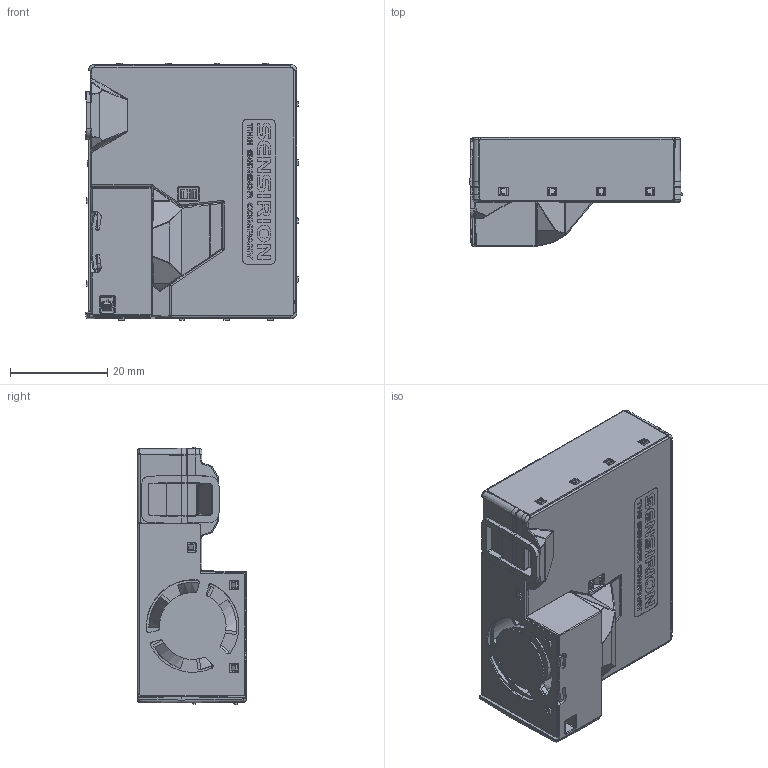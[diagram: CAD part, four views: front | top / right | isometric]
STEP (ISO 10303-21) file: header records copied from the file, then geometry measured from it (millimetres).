
FILE_DESCRIPTION (( 'STEP AP214' ), '1' );
FILE_NAME ('152025-_Publikationsmodell Montecimo.STEP', '2021-05-18T07:46:16', ( '' ), ( '' ), 'SwSTEP 2.0', 'SolidWorks 2019', '' );
FILE_SCHEMA (( 'AUTOMOTIVE_DESIGN' ));
Length unit declared in the file: millimetre
Products named in the file (1): 152025-_Publikationsmodell Montecimo
Bounding box: 43.56 x 22.3 x 52.95 mm (x, y, z)
Volume: 30715 mm3; surface area: 20129.9 mm2
Topology: 2 solids, 2 shells, 2507 faces, 6593 edges, 4089 vertices
Faces by surface type: plane 1392, cylinder 715, bspline 315, sphere 60, cone 15, torus 10
Entity records: 107686 total; most frequent: CARTESIAN_POINT 25009, ORIENTED_EDGE 13108, DIRECTION 10554, EDGE_CURVE 6554, VECTOR 4448, LINE 4448, VERTEX_POINT 4087, AXIS2_PLACEMENT_3D 3053
